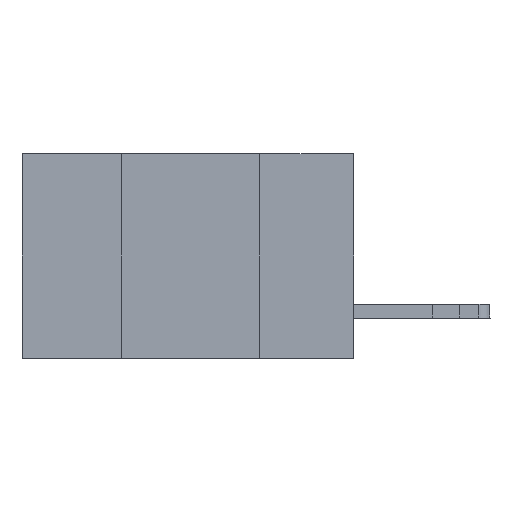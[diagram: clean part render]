
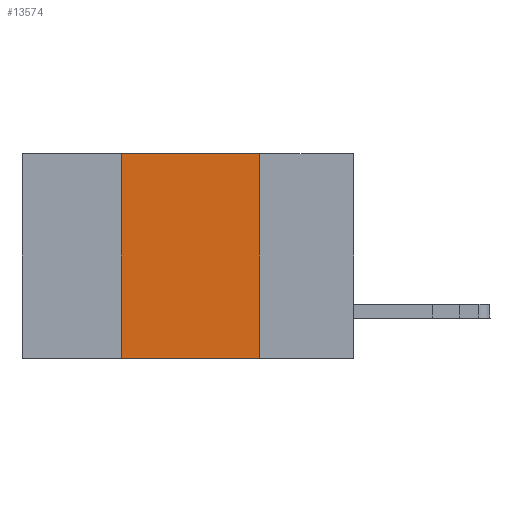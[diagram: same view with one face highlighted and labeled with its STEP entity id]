
A CAD part, left-side view. The second image highlights one B-rep face of the part: STEP entity #13574.
In plain terms, the highlighted planar face has unit normal (-1, 0, 0).
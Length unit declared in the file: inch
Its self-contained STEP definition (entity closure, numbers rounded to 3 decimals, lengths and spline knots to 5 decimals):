
#132 = LINE ( 'NONE', #6150, #6191 ) ;
#1321 = VERTEX_POINT ( 'NONE', #10398 ) ;
#2957 = EDGE_LOOP ( 'NONE', ( #22284, #6215, #31151, #10448 ) ) ;
#3766 = VERTEX_POINT ( 'NONE', #20084 ) ;
#4242 = DIRECTION ( 'NONE',  ( 1., 0., 0. ) ) ;
#6150 = CARTESIAN_POINT ( 'NONE',  ( 0., 0.17, 0. ) ) ;
#6191 = VECTOR ( 'NONE', #26833, 39.37008 ) ;
#6215 = ORIENTED_EDGE ( 'NONE', *, *, #16031, .F. ) ;
#7402 = CARTESIAN_POINT ( 'NONE',  ( 0., 0.42, 0. ) ) ;
#7434 = VECTOR ( 'NONE', #8980, 39.37008 ) ;
#8170 = EDGE_CURVE ( 'NONE', #1321, #3766, #27466, .T. ) ;
#8952 = AXIS2_PLACEMENT_3D ( 'NONE', #24762, #4242, #22223 ) ;
#8980 = DIRECTION ( 'NONE',  ( 0., -1., 0. ) ) ;
#10398 = CARTESIAN_POINT ( 'NONE',  ( 0., 0.42, -0.37 ) ) ;
#10448 = ORIENTED_EDGE ( 'NONE', *, *, #16502, .T. ) ;
#11074 = VECTOR ( 'NONE', #30514, 39.37008 ) ;
#11256 = FACE_OUTER_BOUND ( 'NONE', #2957, .T. ) ;
#12547 = DIRECTION ( 'NONE',  ( 0., 0., 1. ) ) ;
#13574 = ADVANCED_FACE ( 'NONE', ( #11256 ), #14445, .F. ) ;
#14445 = PLANE ( 'NONE',  #8952 ) ;
#16031 = EDGE_CURVE ( 'NONE', #3766, #29878, #31742, .T. ) ;
#16502 = EDGE_CURVE ( 'NONE', #1321, #21159, #17850, .T. ) ;
#17068 = EDGE_CURVE ( 'NONE', #29878, #21159, #132, .T. ) ;
#17348 = CARTESIAN_POINT ( 'NONE',  ( 0., 0.17, 0. ) ) ;
#17850 = LINE ( 'NONE', #21795, #7434 ) ;
#20084 = CARTESIAN_POINT ( 'NONE',  ( 0., 0.42, 0. ) ) ;
#20487 = VECTOR ( 'NONE', #12547, 39.37008 ) ;
#21159 = VERTEX_POINT ( 'NONE', #28213 ) ;
#21795 = CARTESIAN_POINT ( 'NONE',  ( 0., 0.6, -0.37 ) ) ;
#22223 = DIRECTION ( 'NONE',  ( 0., 0., -1. ) ) ;
#22284 = ORIENTED_EDGE ( 'NONE', *, *, #17068, .F. ) ;
#24762 = CARTESIAN_POINT ( 'NONE',  ( 0., 0.6, 0. ) ) ;
#26833 = DIRECTION ( 'NONE',  ( 0., 0., -1. ) ) ;
#27466 = LINE ( 'NONE', #7402, #20487 ) ;
#27909 = CARTESIAN_POINT ( 'NONE',  ( 0., 0.6, 0. ) ) ;
#28213 = CARTESIAN_POINT ( 'NONE',  ( 0., 0.17, -0.37 ) ) ;
#29878 = VERTEX_POINT ( 'NONE', #17348 ) ;
#30514 = DIRECTION ( 'NONE',  ( 0., -1., 0. ) ) ;
#31151 = ORIENTED_EDGE ( 'NONE', *, *, #8170, .F. ) ;
#31742 = LINE ( 'NONE', #27909, #11074 ) ;
